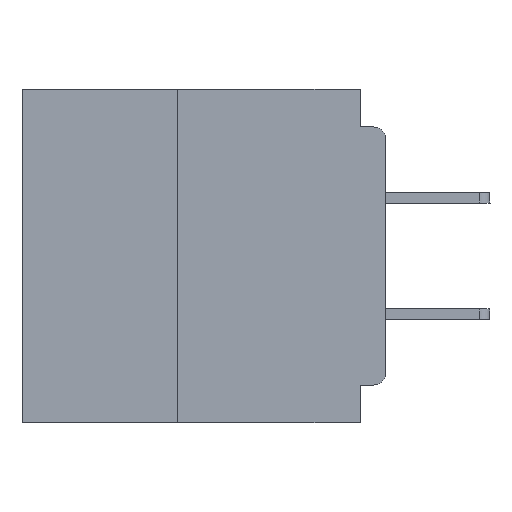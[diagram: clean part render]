
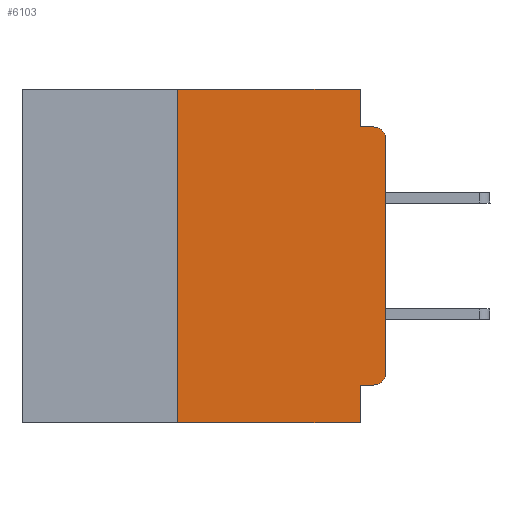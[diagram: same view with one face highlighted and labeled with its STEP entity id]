
A CAD part, left-side view. The second image highlights one B-rep face of the part: STEP entity #6103.
In plain terms, the highlighted planar face has unit normal (-1, 0, 0).
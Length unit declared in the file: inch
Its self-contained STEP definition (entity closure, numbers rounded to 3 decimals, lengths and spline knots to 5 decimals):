
#751 = CARTESIAN_POINT ( 'NONE',  ( 0., 0.015, -0.045 ) ) ;
#1498 = EDGE_CURVE ( 'NONE', #44627, #59478, #23983, .T. ) ;
#2537 = DIRECTION ( 'NONE',  ( 0., -1., 0. ) ) ;
#2594 = AXIS2_PLACEMENT_3D ( 'NONE', #37665, #7008, #42754 ) ;
#2891 = VERTEX_POINT ( 'NONE', #21434 ) ;
#3973 = ORIENTED_EDGE ( 'NONE', *, *, #32362, .T. ) ;
#4914 = ORIENTED_EDGE ( 'NONE', *, *, #25462, .F. ) ;
#5227 = EDGE_CURVE ( 'NONE', #50511, #54934, #41135, .T. ) ;
#5294 = EDGE_LOOP ( 'NONE', ( #18598, #3973, #6488, #23443, #40833, #21067, #12722, #23693, #4914, #8190 ) ) ;
#5496 = CARTESIAN_POINT ( 'NONE',  ( 0., 0., -0.06 ) ) ;
#6103 = ADVANCED_FACE ( 'NONE', ( #42608 ), #33244, .F. ) ;
#6488 = ORIENTED_EDGE ( 'NONE', *, *, #1498, .F. ) ;
#7008 = DIRECTION ( 'NONE',  ( -1., 0., 0. ) ) ;
#8190 = ORIENTED_EDGE ( 'NONE', *, *, #49324, .T. ) ;
#9057 = DIRECTION ( 'NONE',  ( 0., -1., 0. ) ) ;
#9708 = CARTESIAN_POINT ( 'NONE',  ( 0., 0.031, -0.045 ) ) ;
#9741 = DIRECTION ( 'NONE',  ( 0., -1., 0. ) ) ;
#10611 = CARTESIAN_POINT ( 'NONE',  ( 0., 0., -0.045 ) ) ;
#10723 = CARTESIAN_POINT ( 'NONE',  ( 0., 0., 0. ) ) ;
#12508 = LINE ( 'NONE', #33200, #64993 ) ;
#12722 = ORIENTED_EDGE ( 'NONE', *, *, #34984, .T. ) ;
#15048 = DIRECTION ( 'NONE',  ( 0., 1., 0. ) ) ;
#18357 = CARTESIAN_POINT ( 'NONE',  ( 0., 0.031, 0. ) ) ;
#18553 = LINE ( 'NONE', #50670, #44109 ) ;
#18598 = ORIENTED_EDGE ( 'NONE', *, *, #5227, .T. ) ;
#18847 = CARTESIAN_POINT ( 'NONE',  ( 0., 0., -0.34 ) ) ;
#19936 = DIRECTION ( 'NONE',  ( -1., 0., 0. ) ) ;
#20758 = VECTOR ( 'NONE', #9741, 39.37008 ) ;
#21067 = ORIENTED_EDGE ( 'NONE', *, *, #31564, .F. ) ;
#21136 = DIRECTION ( 'NONE',  ( 0., 0., -1. ) ) ;
#21434 = CARTESIAN_POINT ( 'NONE',  ( 0., 0.031, -0.355 ) ) ;
#21622 = CIRCLE ( 'NONE', #2594, 0.015 ) ;
#21822 = CIRCLE ( 'NONE', #57633, 0.015 ) ;
#22983 = CARTESIAN_POINT ( 'NONE',  ( 0., 0.25, -0.4 ) ) ;
#23443 = ORIENTED_EDGE ( 'NONE', *, *, #28121, .F. ) ;
#23693 = ORIENTED_EDGE ( 'NONE', *, *, #62135, .F. ) ;
#23983 = LINE ( 'NONE', #10611, #20758 ) ;
#24260 = CARTESIAN_POINT ( 'NONE',  ( 0., 0.437, -0.4 ) ) ;
#24856 = VERTEX_POINT ( 'NONE', #41010 ) ;
#25462 = EDGE_CURVE ( 'NONE', #43448, #2891, #18553, .T. ) ;
#26448 = CARTESIAN_POINT ( 'NONE',  ( 0., 0.031, 0. ) ) ;
#27604 = VECTOR ( 'NONE', #56587, 39.37008 ) ;
#28121 = EDGE_CURVE ( 'NONE', #44587, #44627, #52561, .T. ) ;
#28591 = CARTESIAN_POINT ( 'NONE',  ( 0., 0.25, -0.4 ) ) ;
#29413 = LINE ( 'NONE', #61596, #39756 ) ;
#30269 = CARTESIAN_POINT ( 'NONE',  ( 0., 0.031, -0.4 ) ) ;
#31564 = EDGE_CURVE ( 'NONE', #61782, #24856, #44260, .T. ) ;
#32362 = EDGE_CURVE ( 'NONE', #54934, #59478, #21822, .T. ) ;
#32395 = VERTEX_POINT ( 'NONE', #30269 ) ;
#33200 = CARTESIAN_POINT ( 'NONE',  ( 0., 0.437, 0. ) ) ;
#33244 = PLANE ( 'NONE',  #34018 ) ;
#34018 = AXIS2_PLACEMENT_3D ( 'NONE', #58488, #38094, #43407 ) ;
#34984 = EDGE_CURVE ( 'NONE', #61782, #32395, #45979, .T. ) ;
#36846 = CARTESIAN_POINT ( 'NONE',  ( 0., 0.015, -0.355 ) ) ;
#37665 = CARTESIAN_POINT ( 'NONE',  ( 0., 0.015, -0.34 ) ) ;
#38094 = DIRECTION ( 'NONE',  ( 1., 0., 0. ) ) ;
#39128 = VECTOR ( 'NONE', #62191, 39.37008 ) ;
#39756 = VECTOR ( 'NONE', #21136, 39.37008 ) ;
#40833 = ORIENTED_EDGE ( 'NONE', *, *, #44261, .F. ) ;
#41010 = CARTESIAN_POINT ( 'NONE',  ( 0., 0.25, 0. ) ) ;
#41135 = LINE ( 'NONE', #10723, #27604 ) ;
#42608 = FACE_OUTER_BOUND ( 'NONE', #5294, .T. ) ;
#42674 = VECTOR ( 'NONE', #43257, 39.37008 ) ;
#42754 = DIRECTION ( 'NONE',  ( 0., 0., -1. ) ) ;
#43257 = DIRECTION ( 'NONE',  ( 0., 0., 1. ) ) ;
#43407 = DIRECTION ( 'NONE',  ( 0., 0., -1. ) ) ;
#43448 = VERTEX_POINT ( 'NONE', #36846 ) ;
#44109 = VECTOR ( 'NONE', #15048, 39.37008 ) ;
#44260 = LINE ( 'NONE', #22983, #42674 ) ;
#44261 = EDGE_CURVE ( 'NONE', #24856, #44587, #12508, .T. ) ;
#44587 = VERTEX_POINT ( 'NONE', #18357 ) ;
#44627 = VERTEX_POINT ( 'NONE', #9708 ) ;
#45979 = LINE ( 'NONE', #24260, #57879 ) ;
#49324 = EDGE_CURVE ( 'NONE', #43448, #50511, #21622, .T. ) ;
#50424 = CARTESIAN_POINT ( 'NONE',  ( 0., 0.015, -0.06 ) ) ;
#50511 = VERTEX_POINT ( 'NONE', #18847 ) ;
#50670 = CARTESIAN_POINT ( 'NONE',  ( 0., 0., -0.355 ) ) ;
#52561 = LINE ( 'NONE', #26448, #39128 ) ;
#54934 = VERTEX_POINT ( 'NONE', #5496 ) ;
#55542 = DIRECTION ( 'NONE',  ( 0., 0., -1. ) ) ;
#56587 = DIRECTION ( 'NONE',  ( 0., 0., 1. ) ) ;
#57633 = AXIS2_PLACEMENT_3D ( 'NONE', #50424, #19936, #55542 ) ;
#57879 = VECTOR ( 'NONE', #9057, 39.37008 ) ;
#58488 = CARTESIAN_POINT ( 'NONE',  ( 0., 0.437, 0. ) ) ;
#59478 = VERTEX_POINT ( 'NONE', #751 ) ;
#61596 = CARTESIAN_POINT ( 'NONE',  ( 0., 0.031, -0.4 ) ) ;
#61782 = VERTEX_POINT ( 'NONE', #28591 ) ;
#62135 = EDGE_CURVE ( 'NONE', #2891, #32395, #29413, .T. ) ;
#62191 = DIRECTION ( 'NONE',  ( 0., 0., -1. ) ) ;
#64993 = VECTOR ( 'NONE', #2537, 39.37008 ) ;
